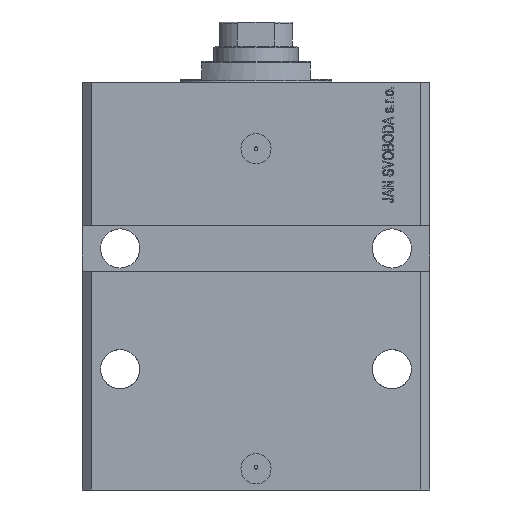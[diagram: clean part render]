
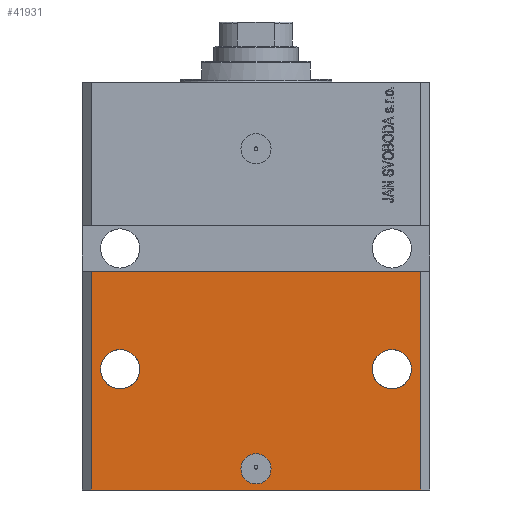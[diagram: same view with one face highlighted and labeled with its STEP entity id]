
A CAD part, front view. The second image highlights one B-rep face of the part: STEP entity #41931.
In plain terms, the highlighted planar face has unit normal (0, -1, 0).
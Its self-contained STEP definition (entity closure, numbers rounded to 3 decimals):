
#613 = ORIENTED_EDGE ( 'NONE', *, *, #21711, .F. ) ;
#1495 = DIRECTION ( 'NONE',  ( 1., 0., 0. ) ) ;
#1506 = CIRCLE ( 'NONE', #7841, 6.5 ) ;
#1656 = CARTESIAN_POINT ( 'NONE',  ( 0., -45., -128. ) ) ;
#2464 = EDGE_CURVE ( 'NONE', #8905, #12745, #35694, .T. ) ;
#4352 = DIRECTION ( 'NONE',  ( -1., 0., 0. ) ) ;
#4576 = ORIENTED_EDGE ( 'NONE', *, *, #44969, .F. ) ;
#4990 = FACE_OUTER_BOUND ( 'NONE', #32289, .T. ) ;
#5454 = CARTESIAN_POINT ( 'NONE',  ( 45., -45., -95. ) ) ;
#5705 = EDGE_LOOP ( 'NONE', ( #10522, #28040 ) ) ;
#6296 = AXIS2_PLACEMENT_3D ( 'NONE', #1656, #31743, #31248 ) ;
#7361 = CARTESIAN_POINT ( 'NONE',  ( -38.5, -45., -95. ) ) ;
#7670 = CARTESIAN_POINT ( 'NONE',  ( -54.5, -45., -62.5 ) ) ;
#7841 = AXIS2_PLACEMENT_3D ( 'NONE', #5454, #12653, #8916 ) ;
#8016 = CARTESIAN_POINT ( 'NONE',  ( 5., -45., -128. ) ) ;
#8184 = DIRECTION ( 'NONE',  ( 0., -1., 0. ) ) ;
#8301 = CARTESIAN_POINT ( 'NONE',  ( -45., -45., -95. ) ) ;
#8905 = VERTEX_POINT ( 'NONE', #8016 ) ;
#8916 = DIRECTION ( 'NONE',  ( 1., 0., 0. ) ) ;
#9433 = AXIS2_PLACEMENT_3D ( 'NONE', #29605, #44797, #10692 ) ;
#10522 = ORIENTED_EDGE ( 'NONE', *, *, #2464, .F. ) ;
#10607 = CARTESIAN_POINT ( 'NONE',  ( -57.5, -45., -62.5 ) ) ;
#10692 = DIRECTION ( 'NONE',  ( -1., 0., 0. ) ) ;
#12379 = VECTOR ( 'NONE', #19842, 1000. ) ;
#12653 = DIRECTION ( 'NONE',  ( 0., -1., 0. ) ) ;
#12745 = VERTEX_POINT ( 'NONE', #24713 ) ;
#12929 = FACE_BOUND ( 'NONE', #47695, .T. ) ;
#12980 = CARTESIAN_POINT ( 'NONE',  ( -54.5, -45., -135. ) ) ;
#14891 = CARTESIAN_POINT ( 'NONE',  ( 38.5, -45., -95. ) ) ;
#16249 = VECTOR ( 'NONE', #48399, 1000. ) ;
#16567 = ORIENTED_EDGE ( 'NONE', *, *, #28498, .F. ) ;
#18315 = ORIENTED_EDGE ( 'NONE', *, *, #18730, .F. ) ;
#18711 = VERTEX_POINT ( 'NONE', #48884 ) ;
#18730 = EDGE_CURVE ( 'NONE', #21440, #49203, #45381, .T. ) ;
#19842 = DIRECTION ( 'NONE',  ( 0., 0., 1. ) ) ;
#19877 = DIRECTION ( 'NONE',  ( 1., 0., 0. ) ) ;
#21440 = VERTEX_POINT ( 'NONE', #12980 ) ;
#21711 = EDGE_CURVE ( 'NONE', #24577, #24609, #32926, .T. ) ;
#21772 = ORIENTED_EDGE ( 'NONE', *, *, #37990, .F. ) ;
#21844 = VECTOR ( 'NONE', #48694, 1000. ) ;
#22132 = VECTOR ( 'NONE', #41953, 1000. ) ;
#22257 = VERTEX_POINT ( 'NONE', #33488 ) ;
#22260 = EDGE_CURVE ( 'NONE', #49203, #18711, #29994, .T. ) ;
#22660 = DIRECTION ( 'NONE',  ( 1., 0., 0. ) ) ;
#22858 = EDGE_LOOP ( 'NONE', ( #21772, #4576 ) ) ;
#23580 = CARTESIAN_POINT ( 'NONE',  ( 54.5, -45., -135. ) ) ;
#24234 = ORIENTED_EDGE ( 'NONE', *, *, #39872, .T. ) ;
#24577 = VERTEX_POINT ( 'NONE', #14891 ) ;
#24609 = VERTEX_POINT ( 'NONE', #35264 ) ;
#24668 = EDGE_CURVE ( 'NONE', #22257, #18711, #28548, .T. ) ;
#24713 = CARTESIAN_POINT ( 'NONE',  ( -5., -45., -128. ) ) ;
#24821 = VERTEX_POINT ( 'NONE', #7361 ) ;
#25773 = AXIS2_PLACEMENT_3D ( 'NONE', #44830, #38079, #22660 ) ;
#27024 = ORIENTED_EDGE ( 'NONE', *, *, #22260, .F. ) ;
#27745 = CIRCLE ( 'NONE', #6296, 5. ) ;
#28040 = ORIENTED_EDGE ( 'NONE', *, *, #46209, .F. ) ;
#28498 = EDGE_CURVE ( 'NONE', #24609, #24577, #1506, .T. ) ;
#28548 = LINE ( 'NONE', #23580, #12379 ) ;
#29196 = CIRCLE ( 'NONE', #43518, 6.5 ) ;
#29605 = CARTESIAN_POINT ( 'NONE',  ( -45., -45., -95. ) ) ;
#29942 = CARTESIAN_POINT ( 'NONE',  ( -54.5, -45., -135. ) ) ;
#29994 = LINE ( 'NONE', #10607, #21844 ) ;
#30828 = CARTESIAN_POINT ( 'NONE',  ( 0., -45., -128. ) ) ;
#30948 = DIRECTION ( 'NONE',  ( 0., -1., 0. ) ) ;
#31248 = DIRECTION ( 'NONE',  ( 1., 0., 0. ) ) ;
#31743 = DIRECTION ( 'NONE',  ( 0., -1., 0. ) ) ;
#32289 = EDGE_LOOP ( 'NONE', ( #27024, #18315, #24234, #38704 ) ) ;
#32926 = CIRCLE ( 'NONE', #25773, 6.5 ) ;
#33488 = CARTESIAN_POINT ( 'NONE',  ( 54.5, -45., -135. ) ) ;
#33500 = CARTESIAN_POINT ( 'NONE',  ( -54.5, -45., -135. ) ) ;
#35264 = CARTESIAN_POINT ( 'NONE',  ( 51.5, -45., -95. ) ) ;
#35561 = FACE_BOUND ( 'NONE', #22858, .T. ) ;
#35694 = CIRCLE ( 'NONE', #46833, 5. ) ;
#36325 = DIRECTION ( 'NONE',  ( 0., -1., 0. ) ) ;
#37990 = EDGE_CURVE ( 'NONE', #24821, #46280, #29196, .T. ) ;
#38079 = DIRECTION ( 'NONE',  ( 0., -1., 0. ) ) ;
#38704 = ORIENTED_EDGE ( 'NONE', *, *, #24668, .T. ) ;
#38843 = AXIS2_PLACEMENT_3D ( 'NONE', #43056, #36325, #1495 ) ;
#39061 = FACE_BOUND ( 'NONE', #5705, .T. ) ;
#39872 = EDGE_CURVE ( 'NONE', #21440, #22257, #45198, .T. ) ;
#41931 = ADVANCED_FACE ( 'NONE', ( #39061, #12929, #35561, #4990 ), #46784, .T. ) ;
#41953 = DIRECTION ( 'NONE',  ( 1., 0., 0. ) ) ;
#42959 = CARTESIAN_POINT ( 'NONE',  ( -51.5, -45., -95. ) ) ;
#43056 = CARTESIAN_POINT ( 'NONE',  ( -54.5, -45., -135. ) ) ;
#43518 = AXIS2_PLACEMENT_3D ( 'NONE', #8301, #30948, #4352 ) ;
#44797 = DIRECTION ( 'NONE',  ( 0., -1., 0. ) ) ;
#44830 = CARTESIAN_POINT ( 'NONE',  ( 45., -45., -95. ) ) ;
#44969 = EDGE_CURVE ( 'NONE', #46280, #24821, #47612, .T. ) ;
#45198 = LINE ( 'NONE', #33500, #22132 ) ;
#45381 = LINE ( 'NONE', #29942, #16249 ) ;
#46209 = EDGE_CURVE ( 'NONE', #12745, #8905, #27745, .T. ) ;
#46280 = VERTEX_POINT ( 'NONE', #42959 ) ;
#46784 = PLANE ( 'NONE',  #38843 ) ;
#46833 = AXIS2_PLACEMENT_3D ( 'NONE', #30828, #8184, #19877 ) ;
#47612 = CIRCLE ( 'NONE', #9433, 6.5 ) ;
#47695 = EDGE_LOOP ( 'NONE', ( #16567, #613 ) ) ;
#48399 = DIRECTION ( 'NONE',  ( 0., 0., 1. ) ) ;
#48694 = DIRECTION ( 'NONE',  ( 1., 0., 0. ) ) ;
#48884 = CARTESIAN_POINT ( 'NONE',  ( 54.5, -45., -62.5 ) ) ;
#49203 = VERTEX_POINT ( 'NONE', #7670 ) ;
